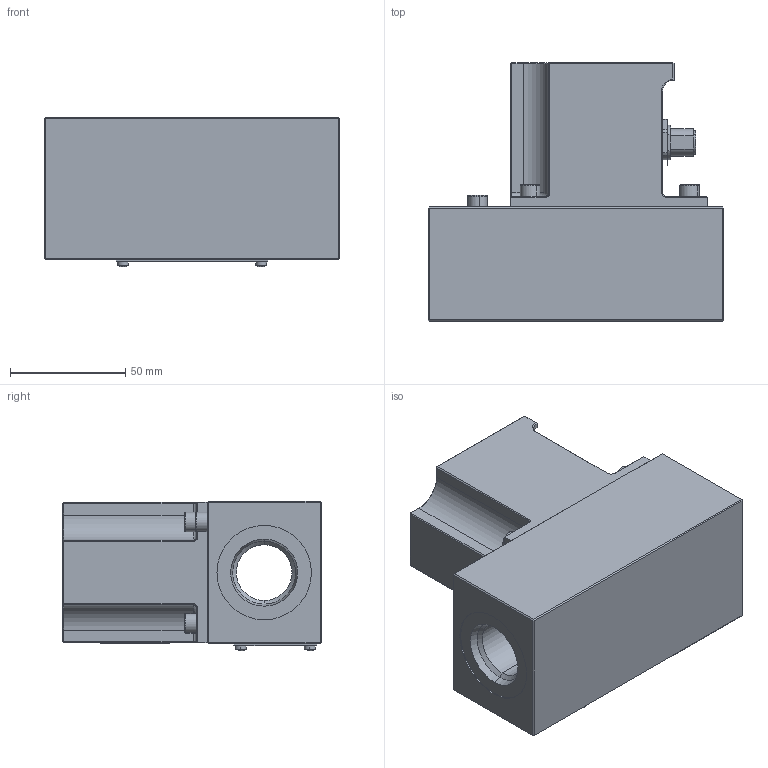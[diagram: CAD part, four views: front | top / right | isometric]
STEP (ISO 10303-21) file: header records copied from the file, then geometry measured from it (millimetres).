
FILE_DESCRIPTION (( 'STEP AP214' ), '1' );
FILE_NAME ('FT11429-03.STEP', '2024-09-27T14:11:38', ( '' ), ( '' ), 'SwSTEP 2.0', 'SolidWorks 2023', '' );
FILE_SCHEMA (( 'AUTOMOTIVE_DESIGN' ));
Length unit declared in the file: millimetre
Products named in the file (1): FT11429-03
Bounding box: 128.5 x 112.3 x 64.93 mm (x, y, z)
Surface area: 66294.7 mm2 (no closed solid volume)
Topology: 0 solids, 25 shells, 354 faces, 967 edges, 619 vertices
Faces by surface type: plane 195, cylinder 85, cone 44, torus 20, sphere 10
Entity records: 11091 total; most frequent: CARTESIAN_POINT 2309, DIRECTION 1891, ORIENTED_EDGE 1648, EDGE_CURVE 939, AXIS2_PLACEMENT_3D 675, VERTEX_POINT 609, VECTOR 541, LINE 541
